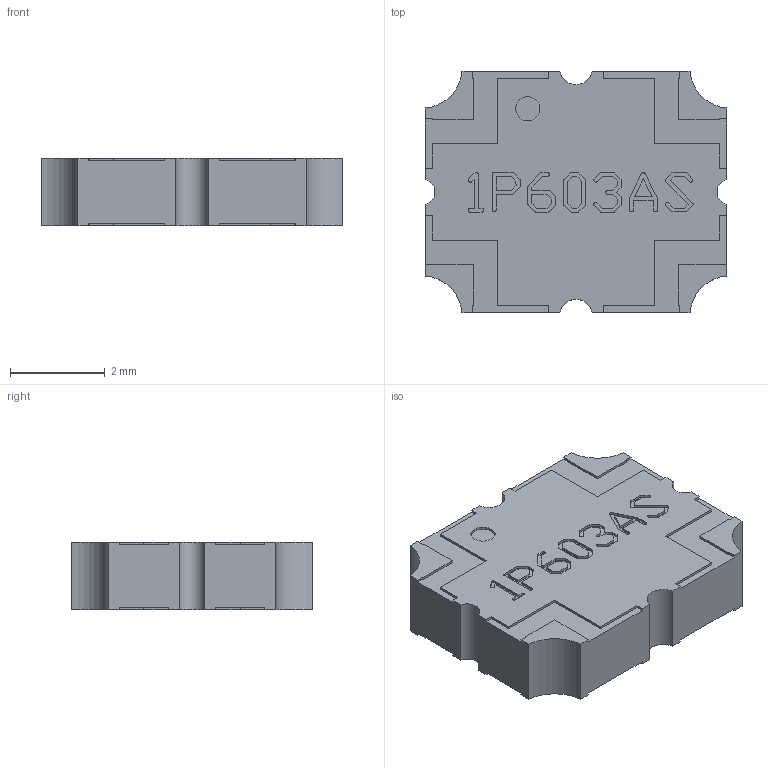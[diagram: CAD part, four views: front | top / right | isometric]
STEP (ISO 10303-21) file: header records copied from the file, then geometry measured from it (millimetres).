
FILE_DESCRIPTION (( 'STEP AP203' ), '1' );
FILE_NAME ('1P603AS.STEP', '2025-07-08T13:56:44', ( '' ), ( '' ), 'SwSTEP 2.0', 'SolidWorks 2023', '' );
FILE_SCHEMA (( 'CONFIG_CONTROL_DESIGN' ));
Length unit declared in the file: inch
Products named in the file (1): 1P603AS
Bounding box: 6.35 x 5.08 x 1.42 mm (x, y, z)
Volume: 42 mm3; surface area: 95 mm2
Topology: 1 solids, 1 shells, 333 faces, 954 edges, 636 vertices
Faces by surface type: plane 250, cylinder 83
Entity records: 10893 total; most frequent: CARTESIAN_POINT 1924, ORIENTED_EDGE 1908, DIRECTION 1788, EDGE_CURVE 954, LINE 788, VECTOR 788, VERTEX_POINT 636, AXIS2_PLACEMENT_3D 500
